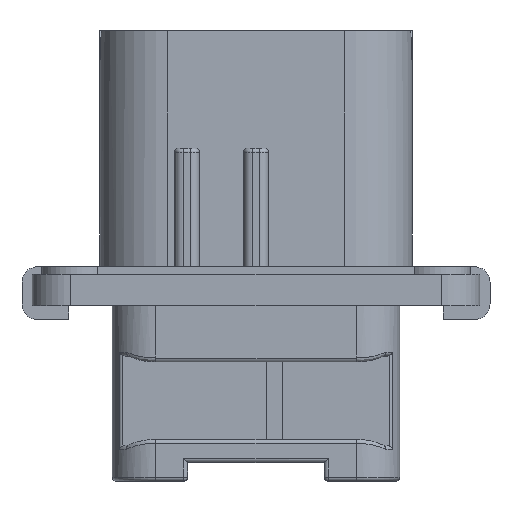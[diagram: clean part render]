
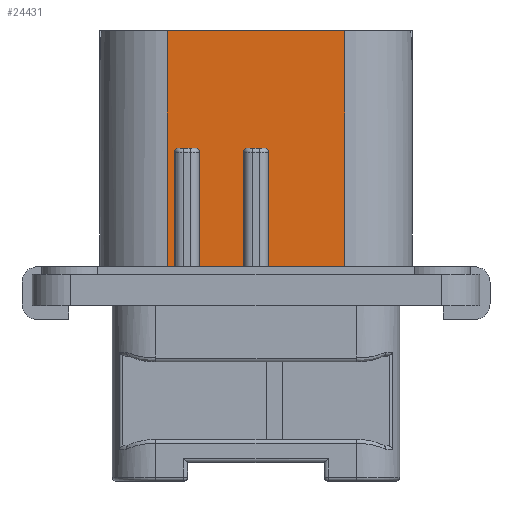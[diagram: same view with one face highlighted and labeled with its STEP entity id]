
A CAD part, front view. The second image highlights one B-rep face of the part: STEP entity #24431.
In plain terms, the highlighted planar face has unit normal (0, -1, 0).
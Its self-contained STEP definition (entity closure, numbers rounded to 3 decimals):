
#977=DIRECTION('',(1.,0.,0.));
#978=VECTOR('',#977,4.9);
#979=CARTESIAN_POINT('',(0.8,-9.,2.));
#980=LINE('',#979,#978);
#1071=CARTESIAN_POINT('',(-3.9,-9.,9.87));
#1072=DIRECTION('',(0.,1.,0.));
#1073=DIRECTION('',(0.,0.,1.));
#1074=AXIS2_PLACEMENT_3D('',#1071,#1072,#1073);
#1084=DIRECTION('',(0.,0.,1.));
#1085=VECTOR('',#1084,7.87);
#1086=CARTESIAN_POINT('',(-3.65,-9.,2.));
#1087=LINE('',#1086,#1085);
#1088=DIRECTION('',(1.,0.,0.));
#1089=VECTOR('',#1088,1.1);
#1090=CARTESIAN_POINT('',(-5.,-9.,10.12));
#1091=LINE('',#1090,#1089);
#1092=DIRECTION('',(0.,0.,1.));
#1093=VECTOR('',#1092,7.87);
#1094=CARTESIAN_POINT('',(-5.25,-9.,2.));
#1095=LINE('',#1094,#1093);
#1096=DIRECTION('',(0.,0.,-1.));
#1097=VECTOR('',#1096,15.67);
#1098=CARTESIAN_POINT('',(-5.7,-9.,17.67));
#1099=LINE('',#1098,#1097);
#1100=DIRECTION('',(0.,0.,-1.));
#1101=VECTOR('',#1100,15.67);
#1102=CARTESIAN_POINT('',(5.7,-9.,17.67));
#1103=LINE('',#1102,#1101);
#1104=DIRECTION('',(0.,0.,1.));
#1105=VECTOR('',#1104,7.87);
#1106=CARTESIAN_POINT('',(0.8,-9.,2.));
#1107=LINE('',#1106,#1105);
#1108=DIRECTION('',(1.,0.,0.));
#1109=VECTOR('',#1108,1.1);
#1110=CARTESIAN_POINT('',(-0.55,-9.,10.12));
#1111=LINE('',#1110,#1109);
#1112=DIRECTION('',(0.,0.,1.));
#1113=VECTOR('',#1112,7.87);
#1114=CARTESIAN_POINT('',(-0.8,-9.,2.));
#1115=LINE('',#1114,#1113);
#1116=CARTESIAN_POINT('',(-5.,-9.,9.87));
#1117=DIRECTION('',(0.,1.,0.));
#1118=DIRECTION('',(-1.,0.,0.));
#1119=AXIS2_PLACEMENT_3D('',#1116,#1117,#1118);
#1152=DIRECTION('',(1.,0.,0.));
#1153=VECTOR('',#1152,0.45);
#1154=CARTESIAN_POINT('',(-5.7,-9.,2.));
#1155=LINE('',#1154,#1153);
#1511=DIRECTION('',(1.,0.,0.));
#1512=VECTOR('',#1511,11.4);
#1513=CARTESIAN_POINT('',(-5.7,-9.,17.67));
#1514=LINE('',#1513,#1512);
#18853=CARTESIAN_POINT('',(0.55,-9.,9.87));
#18854=DIRECTION('',(0.,1.,0.));
#18855=DIRECTION('',(0.,0.,1.));
#18856=AXIS2_PLACEMENT_3D('',#18853,#18854,#18855);
#18913=DIRECTION('',(1.,0.,0.));
#18914=VECTOR('',#18913,2.85);
#18915=CARTESIAN_POINT('',(-3.65,-9.,2.));
#18916=LINE('',#18915,#18914);
#18944=CARTESIAN_POINT('',(-0.55,-9.,9.87));
#18945=DIRECTION('',(0.,1.,0.));
#18946=DIRECTION('',(-1.,0.,0.));
#18947=AXIS2_PLACEMENT_3D('',#18944,#18945,#18946);
#19143=CARTESIAN_POINT('',(-5.7,-9.,17.67));
#19144=CARTESIAN_POINT('',(-5.7,-9.,2.));
#19145=VERTEX_POINT('',#19143);
#19146=VERTEX_POINT('',#19144);
#19147=CARTESIAN_POINT('',(5.7,-9.,17.67));
#19148=CARTESIAN_POINT('',(5.7,-9.,2.));
#19149=VERTEX_POINT('',#19147);
#19150=VERTEX_POINT('',#19148);
#21068=CARTESIAN_POINT('',(-5.25,-9.,2.));
#21069=VERTEX_POINT('',#21068);
#21070=CARTESIAN_POINT('',(-3.65,-9.,2.));
#21071=CARTESIAN_POINT('',(-0.8,-9.,2.));
#21072=VERTEX_POINT('',#21070);
#21073=VERTEX_POINT('',#21071);
#21074=CARTESIAN_POINT('',(0.8,-9.,2.));
#21075=VERTEX_POINT('',#21074);
#21165=CARTESIAN_POINT('',(-3.65,-9.,9.87));
#21167=VERTEX_POINT('',#21165);
#21169=CARTESIAN_POINT('',(-3.9,-9.,10.12));
#21171=VERTEX_POINT('',#21169);
#21184=CARTESIAN_POINT('',(-5.,-9.,10.12));
#21185=VERTEX_POINT('',#21184);
#21186=CARTESIAN_POINT('',(-5.25,-9.,9.87));
#21187=VERTEX_POINT('',#21186);
#21189=CARTESIAN_POINT('',(0.8,-9.,9.87));
#21191=VERTEX_POINT('',#21189);
#21193=CARTESIAN_POINT('',(0.55,-9.,10.12));
#21195=VERTEX_POINT('',#21193);
#21208=CARTESIAN_POINT('',(-0.55,-9.,10.12));
#21209=VERTEX_POINT('',#21208);
#21210=CARTESIAN_POINT('',(-0.8,-9.,9.87));
#21211=VERTEX_POINT('',#21210);
#24396=CARTESIAN_POINT('',(-10.05,-9.,2.));
#24397=DIRECTION('',(0.,-1.,0.));
#24398=DIRECTION('',(1.,0.,0.));
#24399=AXIS2_PLACEMENT_3D('',#24396,#24397,#24398);
#24400=PLANE('',#24399);
#24401=ORIENTED_EDGE('',*,*,#24387,.T.);
#24402=ORIENTED_EDGE('',*,*,#24376,.F.);
#24403=ORIENTED_EDGE('',*,*,#24361,.F.);
#24405=ORIENTED_EDGE('',*,*,#24404,.F.);
#24407=ORIENTED_EDGE('',*,*,#24406,.F.);
#24409=ORIENTED_EDGE('',*,*,#24408,.F.);
#24411=ORIENTED_EDGE('',*,*,#24410,.F.);
#24413=ORIENTED_EDGE('',*,*,#24412,.T.);
#24415=ORIENTED_EDGE('',*,*,#24414,.T.);
#24416=ORIENTED_EDGE('',*,*,#24278,.F.);
#24418=ORIENTED_EDGE('',*,*,#24417,.T.);
#24420=ORIENTED_EDGE('',*,*,#24419,.F.);
#24422=ORIENTED_EDGE('',*,*,#24421,.F.);
#24424=ORIENTED_EDGE('',*,*,#24423,.F.);
#24426=ORIENTED_EDGE('',*,*,#24425,.F.);
#24428=ORIENTED_EDGE('',*,*,#24427,.F.);
#24429=EDGE_LOOP('',(#24401,#24402,#24403,#24405,#24407,#24409,#24411,#24413,
#24415,#24416,#24418,#24420,#24422,#24424,#24426,#24428));
#24430=FACE_OUTER_BOUND('',#24429,.F.);
#24431=ADVANCED_FACE('',(#24430),#24400,.T.);
#1075=CIRCLE('',#1074,0.25);
#1120=CIRCLE('',#1119,0.25);
#18857=CIRCLE('',#18856,0.25);
#18948=CIRCLE('',#18947,0.25);
#24278=EDGE_CURVE('',#21075,#19150,#980,.T.);
#24361=EDGE_CURVE('',#21185,#21171,#1091,.T.);
#24376=EDGE_CURVE('',#21171,#21167,#1075,.T.);
#24387=EDGE_CURVE('',#21072,#21167,#1087,.T.);
#24404=EDGE_CURVE('',#21187,#21185,#1120,.T.);
#24406=EDGE_CURVE('',#21069,#21187,#1095,.T.);
#24408=EDGE_CURVE('',#19146,#21069,#1155,.T.);
#24410=EDGE_CURVE('',#19145,#19146,#1099,.T.);
#24412=EDGE_CURVE('',#19145,#19149,#1514,.T.);
#24414=EDGE_CURVE('',#19149,#19150,#1103,.T.);
#24417=EDGE_CURVE('',#21075,#21191,#1107,.T.);
#24419=EDGE_CURVE('',#21195,#21191,#18857,.T.);
#24421=EDGE_CURVE('',#21209,#21195,#1111,.T.);
#24423=EDGE_CURVE('',#21211,#21209,#18948,.T.);
#24425=EDGE_CURVE('',#21073,#21211,#1115,.T.);
#24427=EDGE_CURVE('',#21072,#21073,#18916,.T.);
